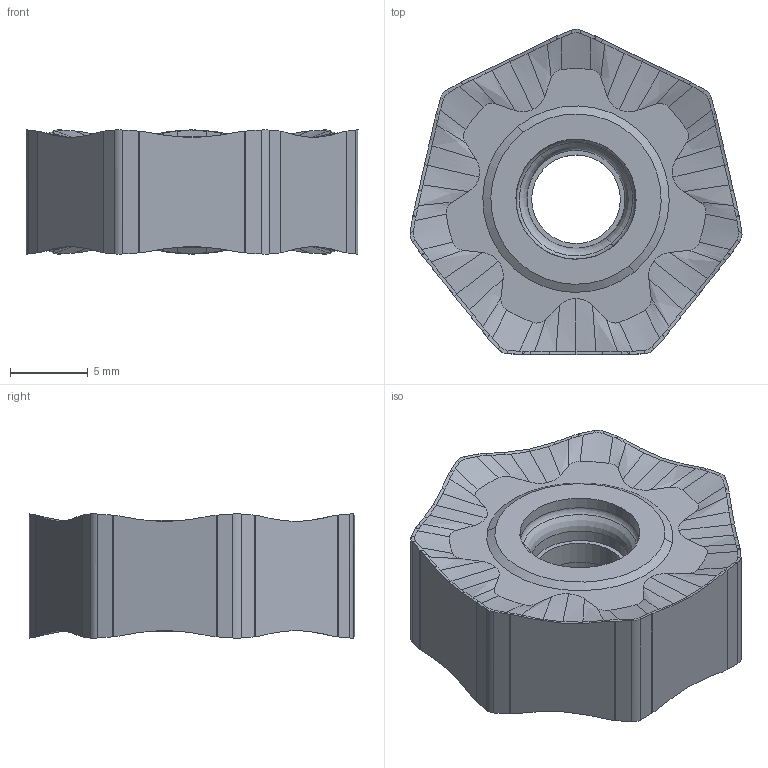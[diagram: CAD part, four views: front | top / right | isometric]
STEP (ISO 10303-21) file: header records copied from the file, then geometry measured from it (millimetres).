
FILE_DESCRIPTION(/* description */ (''),/* implementation_level */ '2;1');
FILE_NAME(/* name */ 'NNMU200708ZEN-MP.stp',/* time_stamp */ '2018-01-10T10:59:56+09:00',/* author */ (''),/* organization */ (''),/* preprocessor_version */ 'ST-DEVELOPER v16',/* originating_system */ 'SIEMENS PLM Software NX 10.0',/* authorisation */ '');
FILE_SCHEMA (('AUTOMOTIVE_DESIGN { 1 0 10303 214 3 1 1 1 }'));
Length unit declared in the file: millimetre
Products named in the file (1): NNMU200708ZEN-MP
Bounding box: 21.36 x 20.94 x 8 mm (x, y, z)
Volume: 2080 mm3; surface area: 1262 mm2
Topology: 1 solids, 1 shells, 322 faces, 878 edges, 562 vertices
Faces by surface type: bspline 252, plane 27, cylinder 23, cone 12, torus 8
Entity records: 16828 total; most frequent: CARTESIAN_POINT 10276, ORIENTED_EDGE 1756, EDGE_CURVE 878, DIRECTION 631, VERTEX_POINT 562, B_SPLINE_CURVE_WITH_KNOTS 449, LINE 375, VECTOR 375
